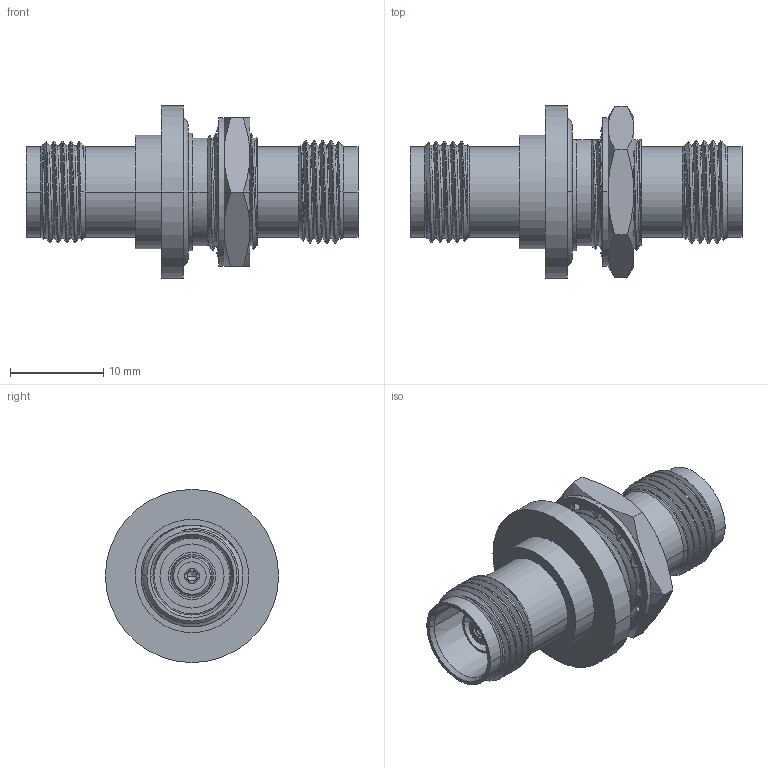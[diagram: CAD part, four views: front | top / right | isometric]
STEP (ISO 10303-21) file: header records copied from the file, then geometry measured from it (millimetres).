
FILE_DESCRIPTION(('STEP AP214'),'1');
FILE_NAME('318356-2.stp','2020-09-14T05:50:37',(' '),('ANSOFT Corporation'),'Spatial InterOp 3D',' ',' ');
FILE_SCHEMA(('AUTOMOTIVE_DESIGN { 1 0 10303 214 1 1 1 1 }'));
Length unit declared in the file: millimetre
Products named in the file (1): 3183562_Unnamed_1_1
Bounding box: 35.56 x 18.54 x 18.54 mm (x, y, z)
Volume: 3069.5 mm3; surface area: 3727.5 mm2
Topology: 1 solids, 1 shells, 329 faces, 867 edges, 560 vertices
Faces by surface type: cylinder 91, bspline 84, plane 83, cone 63, torus 8
Entity records: 34773 total; most frequent: CARTESIAN_POINT 24657, ORIENTED_EDGE 1732, DIRECTION 1299, EDGE_CURVE 866, VERTEX_POINT 560, AXIS2_PLACEMENT_3D 501, EDGE_LOOP 354, STYLED_ITEM 330
